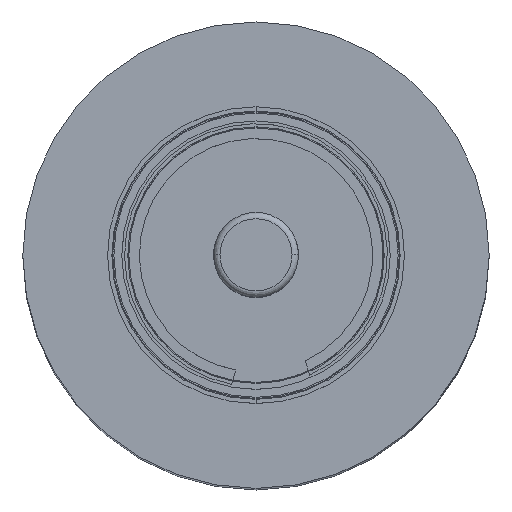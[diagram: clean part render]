
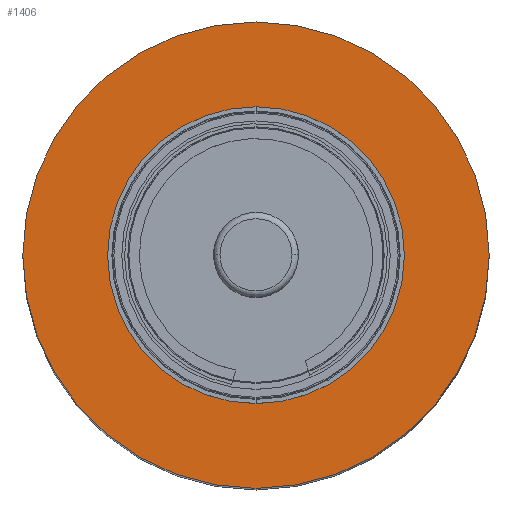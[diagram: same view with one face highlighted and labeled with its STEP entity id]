
A CAD part, top view. The second image highlights one B-rep face of the part: STEP entity #1406.
In plain terms, the highlighted planar face has unit normal (0, 0, 1).
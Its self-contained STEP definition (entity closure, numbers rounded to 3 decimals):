
#106=CARTESIAN_POINT('',(0.,0.,-1.));
#107=DIRECTION('',(0.,0.,1.));
#108=DIRECTION('',(0.,1.,0.));
#109=AXIS2_PLACEMENT_3D('',#106,#107,#108);
#111=CARTESIAN_POINT('',(0.,0.,-1.));
#112=DIRECTION('',(0.,0.,-1.));
#113=DIRECTION('',(0.,1.,0.));
#114=AXIS2_PLACEMENT_3D('',#111,#112,#113);
#116=CARTESIAN_POINT('',(0.,0.,-1.));
#117=DIRECTION('',(0.,0.,1.));
#118=DIRECTION('',(0.,1.,0.));
#119=AXIS2_PLACEMENT_3D('',#116,#117,#118);
#121=CARTESIAN_POINT('',(0.,0.,-1.));
#122=DIRECTION('',(0.,0.,-1.));
#123=DIRECTION('',(0.,1.,0.));
#124=AXIS2_PLACEMENT_3D('',#121,#122,#123);
#932=CARTESIAN_POINT('',(0.,11.,-1.));
#934=VERTEX_POINT('',#932);
#940=CARTESIAN_POINT('',(0.,-11.,-1.));
#942=VERTEX_POINT('',#940);
#948=CARTESIAN_POINT('',(0.,6.8,-1.));
#950=VERTEX_POINT('',#948);
#952=CARTESIAN_POINT('',(0.,-6.8,-1.));
#954=VERTEX_POINT('',#952);
#1391=CARTESIAN_POINT('',(0.,0.,-1.));
#1392=DIRECTION('',(0.,0.,1.));
#1393=DIRECTION('',(0.,1.,0.));
#1394=AXIS2_PLACEMENT_3D('',#1391,#1392,#1393);
#1395=PLANE('',#1394);
#1396=ORIENTED_EDGE('',*,*,#1384,.F.);
#1397=ORIENTED_EDGE('',*,*,#1373,.T.);
#1398=EDGE_LOOP('',(#1396,#1397));
#1399=FACE_OUTER_BOUND('',#1398,.F.);
#1401=ORIENTED_EDGE('',*,*,#1400,.T.);
#1403=ORIENTED_EDGE('',*,*,#1402,.F.);
#1404=EDGE_LOOP('',(#1401,#1403));
#1405=FACE_BOUND('',#1404,.F.);
#1406=ADVANCED_FACE('',(#1399,#1405),#1395,.T.);
#110=CIRCLE('',#109,11.);
#115=CIRCLE('',#114,11.);
#120=CIRCLE('',#119,6.8);
#125=CIRCLE('',#124,6.8);
#1373=EDGE_CURVE('',#934,#942,#115,.T.);
#1384=EDGE_CURVE('',#934,#942,#110,.T.);
#1400=EDGE_CURVE('',#950,#954,#120,.T.);
#1402=EDGE_CURVE('',#950,#954,#125,.T.);
